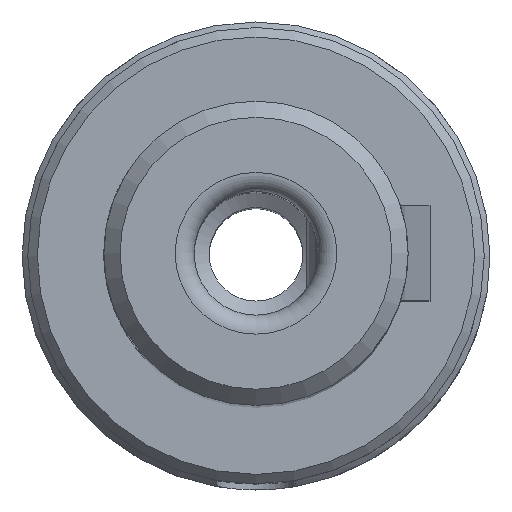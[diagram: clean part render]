
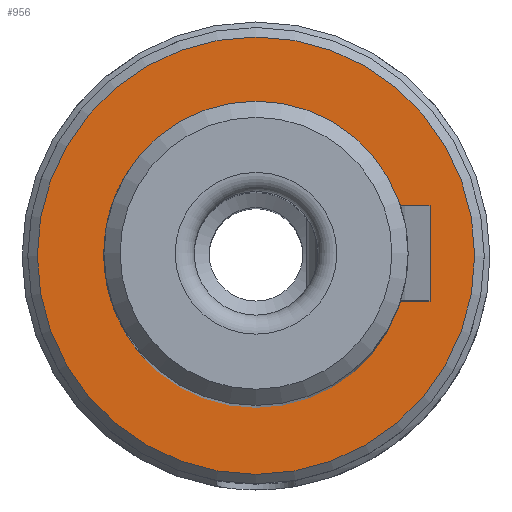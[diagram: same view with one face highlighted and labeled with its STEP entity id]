
A CAD part, top view. The second image highlights one B-rep face of the part: STEP entity #956.
In plain terms, the highlighted planar face has unit normal (0, 0, 1).
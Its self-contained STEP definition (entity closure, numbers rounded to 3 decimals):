
#101=CIRCLE('',#1048,7.75);
#102=CIRCLE('',#1049,11.5);
#225=ORIENTED_EDGE('',*,*,#312,.T.);
#226=ORIENTED_EDGE('',*,*,#313,.T.);
#312=EDGE_CURVE('',#372,#372,#101,.T.);
#313=EDGE_CURVE('',#373,#373,#102,.F.);
#372=VERTEX_POINT('',#1468);
#373=VERTEX_POINT('',#1470);
#479=EDGE_LOOP('',(#225));
#480=EDGE_LOOP('',(#226));
#563=FACE_BOUND('',#479,.T.);
#564=FACE_BOUND('',#480,.T.);
#597=PLANE('',#1047);
#956=ADVANCED_FACE('',(#563,#564),#597,.F.);
#1047=AXIS2_PLACEMENT_3D('',#1466,#1227,#1228);
#1048=AXIS2_PLACEMENT_3D('',#1467,#1229,#1230);
#1049=AXIS2_PLACEMENT_3D('',#1469,#1231,#1232);
#1227=DIRECTION('',(0.,0.,-1.));
#1228=DIRECTION('',(-1.,0.,0.));
#1229=DIRECTION('',(0.,0.,-1.));
#1230=DIRECTION('',(-1.,0.,0.));
#1231=DIRECTION('',(0.,0.,-1.));
#1232=DIRECTION('',(-1.,0.,0.));
#1466=CARTESIAN_POINT('',(12.,0.,53.5));
#1467=CARTESIAN_POINT('',(0.,0.,53.5));
#1468=CARTESIAN_POINT('',(-7.75,0.,53.5));
#1469=CARTESIAN_POINT('',(0.,0.,53.5));
#1470=CARTESIAN_POINT('',(-11.5,0.,53.5));
